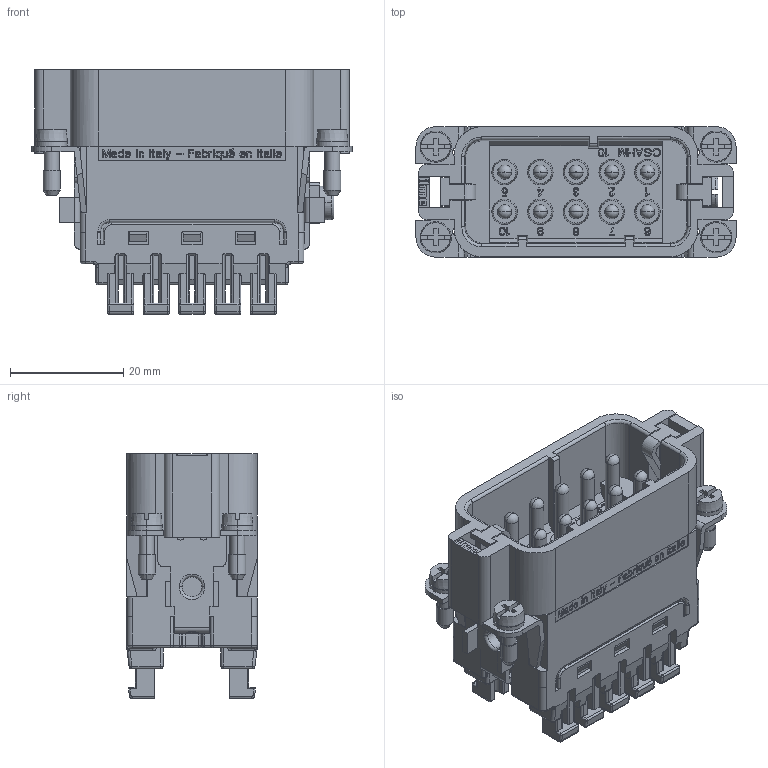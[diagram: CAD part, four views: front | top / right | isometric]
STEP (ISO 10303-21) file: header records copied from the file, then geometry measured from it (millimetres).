
FILE_DESCRIPTION(('Creo Elements/Direct Modeling STEP Export'),'2;1');
FILE_NAME('0lndrr043ao9kpr2256','2016-06-21T16:38:39',(''),(''),'PTC Creo Elements/Direct Modeling STEP processor for AP214 (Solid Model)','PTC Creo Elements/Direct Modeling 19.0B 21-Mar-2015 (C) Parametric Technology GmbH','');
FILE_SCHEMA(('AUTOMOTIVE_DESIGN { 1 0 10303 214 1 1 1 1 }'));
Products named in the file (2): CSAHM_10
Assembly tree (1 placements, depth 2):
  CSAHM_10
    CSAHM_10
Bounding box: 56.5 x 23 x 43.2 mm (x, y, z)
Volume: 25117.7 mm3; surface area: 17750.3 mm2
Topology: 1 solids, 1 shells, 2039 faces, 7698 edges, 5746 vertices
Faces by surface type: plane 1069, cylinder 656, torus 160, cone 56, bspline 52, sphere 46
Entity records: 110310 total; most frequent: CARTESIAN_POINT 28771, ORIENTED_EDGE 15304, DIRECTION 11965, EDGE_CURVE 7652, VERTEX_POINT 5746, VECTOR 5673, LINE 5673, AXIS2_PLACEMENT_3D 3146
